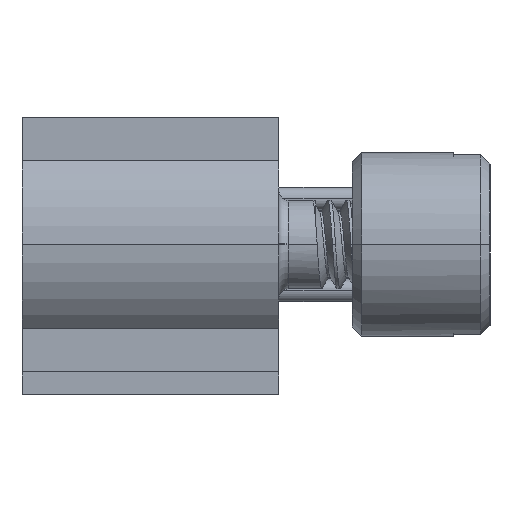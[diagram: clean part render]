
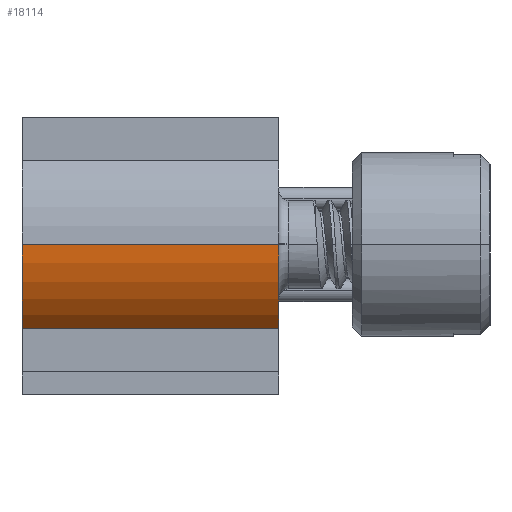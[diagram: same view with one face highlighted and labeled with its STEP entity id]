
A CAD part, left-side view. The second image highlights one B-rep face of the part: STEP entity #18114.
In plain terms, the highlighted cylindrical face has radius 2.5 mm (diameter 5 mm), a partial arc.
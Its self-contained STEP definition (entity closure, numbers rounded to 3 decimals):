
#2818=EDGE_CURVE('',#8332,#8333,#8334,.T.);
#2820=EDGE_CURVE('',#8333,#8336,#8337,.T.);
#2822=EDGE_CURVE('',#8339,#8336,#8340,.T.);
#8332=VERTEX_POINT('',#15617);
#8333=VERTEX_POINT('',#15618);
#8334=CIRCLE('',#15619,2.5);
#8336=VERTEX_POINT('',#15622);
#8337=LINE('',#15623,#15624);
#8339=VERTEX_POINT('',#15627);
#8340=CIRCLE('',#15628,2.5);
#15617=CARTESIAN_POINT('',(-18.0,3.4,0.));
#15618=CARTESIAN_POINT('',(-17.2,3.4,-1.833));
#15619=AXIS2_PLACEMENT_3D('',#36188,#36189,#36190);
#15622=CARTESIAN_POINT('',(-17.2,-2.2,-1.833));
#15623=CARTESIAN_POINT('',(-17.2,3.4,-1.833));
#15624=VECTOR('',#36191,5.6);
#15627=CARTESIAN_POINT('',(-18.0,-2.2,0.));
#15628=AXIS2_PLACEMENT_3D('',#36192,#36193,#36194);
#18114=ADVANCED_FACE('',(#37162),#37163,.T.);
#36188=CARTESIAN_POINT('',(-15.5,3.4,0.0));
#36189=DIRECTION('',(0.0,-1.0,0.0));
#36190=DIRECTION('',(-0.68,0.0,0.733));
#36191=DIRECTION('',(0.0,-1.0,0.0));
#36192=CARTESIAN_POINT('',(-15.5,-2.2,0.0));
#36193=DIRECTION('',(0.0,-1.0,0.0));
#36194=DIRECTION('',(-0.68,0.0,0.733));
#37162=FACE_OUTER_BOUND('',#43145,.T.);
#37163=CYLINDRICAL_SURFACE('',#43146,2.5);
#43145=EDGE_LOOP('',(#54162,#54163,#54164,#54165));
#43146=AXIS2_PLACEMENT_3D('',#54166,#54167,#54168);
#54162=ORIENTED_EDGE('',*,*,#61448,.F.);
#54163=ORIENTED_EDGE('',*,*,#2818,.T.);
#54164=ORIENTED_EDGE('',*,*,#2820,.T.);
#54165=ORIENTED_EDGE('',*,*,#2822,.F.);
#54166=CARTESIAN_POINT('',(-15.5,3.4,0.0));
#54167=DIRECTION('',(0.0,1.0,-0.0));
#54168=DIRECTION('',(-1.0,0.0,0.0));
#61448=EDGE_CURVE('',#8332,#8339,#61636,.T.);
#61636=LINE('',#61664,#61665);
#61664=CARTESIAN_POINT('',(-18.0,0.6,0.));
#61665=VECTOR('',#61716,1.0);
#61716=DIRECTION('',(-0.0,-1.0,-0.0));
